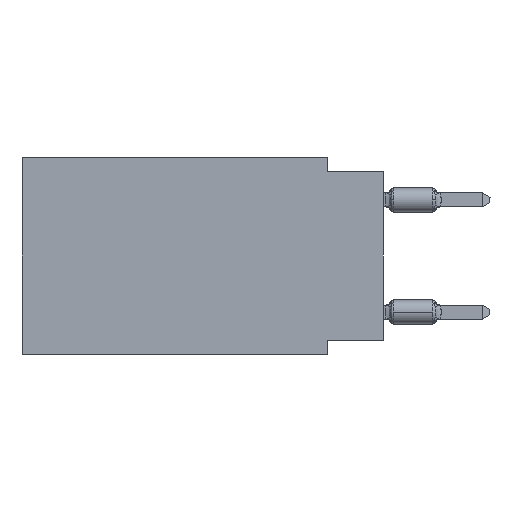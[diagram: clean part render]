
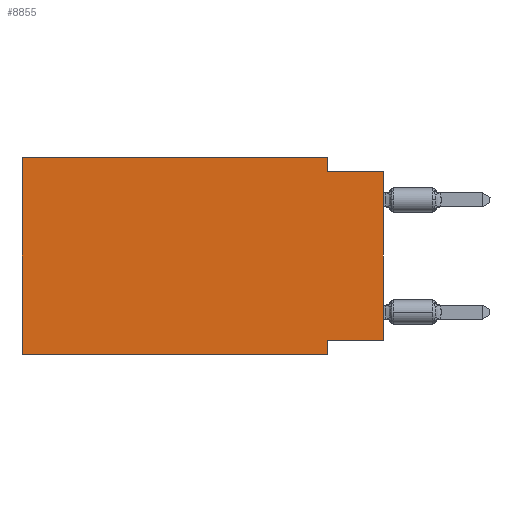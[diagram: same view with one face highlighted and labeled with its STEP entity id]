
A CAD part, left-side view. The second image highlights one B-rep face of the part: STEP entity #8855.
In plain terms, the highlighted planar face has unit normal (-1, 0, 0).
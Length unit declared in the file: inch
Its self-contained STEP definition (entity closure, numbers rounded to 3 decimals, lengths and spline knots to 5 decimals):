
#931 = ORIENTED_EDGE ( 'NONE', *, *, #19831, .F. ) ;
#1280 = ORIENTED_EDGE ( 'NONE', *, *, #15399, .F. ) ;
#4684 = DIRECTION ( 'NONE',  ( 0., -1., 0. ) ) ;
#4856 = PLANE ( 'NONE',  #26320 ) ;
#6445 = CARTESIAN_POINT ( 'NONE',  ( 0., 0.1, -0.35 ) ) ;
#7703 = VERTEX_POINT ( 'NONE', #49914 ) ;
#8276 = VECTOR ( 'NONE', #14012, 39.37008 ) ;
#8710 = LINE ( 'NONE', #50276, #42215 ) ;
#8855 = ADVANCED_FACE ( 'NONE', ( #31158 ), #4856, .F. ) ;
#9945 = CARTESIAN_POINT ( 'NONE',  ( 0., 0., -0.025 ) ) ;
#10602 = CARTESIAN_POINT ( 'NONE',  ( 0., 0.1, 0. ) ) ;
#11075 = VERTEX_POINT ( 'NONE', #11875 ) ;
#11875 = CARTESIAN_POINT ( 'NONE',  ( 0., 0.1, -0.325 ) ) ;
#12904 = CARTESIAN_POINT ( 'NONE',  ( 0., 0.645, 0. ) ) ;
#13123 = VECTOR ( 'NONE', #38044, 39.37008 ) ;
#14012 = DIRECTION ( 'NONE',  ( 0., -1., 0. ) ) ;
#14250 = VERTEX_POINT ( 'NONE', #56276 ) ;
#14462 = CARTESIAN_POINT ( 'NONE',  ( 0., 0., -0.325 ) ) ;
#15399 = EDGE_CURVE ( 'NONE', #53188, #11075, #31131, .T. ) ;
#15495 = CARTESIAN_POINT ( 'NONE',  ( 0., 0., 0. ) ) ;
#15914 = DIRECTION ( 'NONE',  ( 0., -1., 0. ) ) ;
#17730 = CARTESIAN_POINT ( 'NONE',  ( 0., 0.1, 0. ) ) ;
#19309 = VECTOR ( 'NONE', #38542, 39.37008 ) ;
#19403 = EDGE_CURVE ( 'NONE', #45098, #51667, #8710, .T. ) ;
#19823 = ORIENTED_EDGE ( 'NONE', *, *, #56908, .F. ) ;
#19831 = EDGE_CURVE ( 'NONE', #14250, #7703, #35897, .T. ) ;
#20179 = LINE ( 'NONE', #15495, #42312 ) ;
#20180 = EDGE_CURVE ( 'NONE', #53188, #7703, #20179, .T. ) ;
#20828 = ORIENTED_EDGE ( 'NONE', *, *, #41376, .F. ) ;
#24546 = VERTEX_POINT ( 'NONE', #32693 ) ;
#26320 = AXIS2_PLACEMENT_3D ( 'NONE', #55767, #45140, #65392 ) ;
#27703 = VECTOR ( 'NONE', #53496, 39.37008 ) ;
#28068 = LINE ( 'NONE', #17730, #13123 ) ;
#28255 = CARTESIAN_POINT ( 'NONE',  ( 0., 0., -0.325 ) ) ;
#28564 = LINE ( 'NONE', #12904, #19309 ) ;
#30067 = EDGE_CURVE ( 'NONE', #11075, #51667, #43188, .T. ) ;
#31131 = LINE ( 'NONE', #14462, #31156 ) ;
#31156 = VECTOR ( 'NONE', #55083, 39.37008 ) ;
#31158 = FACE_OUTER_BOUND ( 'NONE', #42468, .T. ) ;
#32565 = VERTEX_POINT ( 'NONE', #10602 ) ;
#32693 = CARTESIAN_POINT ( 'NONE',  ( 0., 0.645, 0. ) ) ;
#35200 = ORIENTED_EDGE ( 'NONE', *, *, #30067, .F. ) ;
#35492 = DIRECTION ( 'NONE',  ( 0., 0., 1. ) ) ;
#35897 = LINE ( 'NONE', #9945, #52844 ) ;
#38044 = DIRECTION ( 'NONE',  ( 0., 0., -1. ) ) ;
#38542 = DIRECTION ( 'NONE',  ( 0., 0., 1. ) ) ;
#39023 = CARTESIAN_POINT ( 'NONE',  ( 0., 0.645, -0.35 ) ) ;
#40227 = ORIENTED_EDGE ( 'NONE', *, *, #20180, .T. ) ;
#40712 = ORIENTED_EDGE ( 'NONE', *, *, #45014, .F. ) ;
#41376 = EDGE_CURVE ( 'NONE', #45098, #24546, #28564, .T. ) ;
#42215 = VECTOR ( 'NONE', #4684, 39.37008 ) ;
#42312 = VECTOR ( 'NONE', #35492, 39.37008 ) ;
#42468 = EDGE_LOOP ( 'NONE', ( #40227, #931, #40712, #19823, #20828, #57509, #35200, #1280 ) ) ;
#43188 = LINE ( 'NONE', #63445, #27703 ) ;
#45014 = EDGE_CURVE ( 'NONE', #32565, #14250, #28068, .T. ) ;
#45098 = VERTEX_POINT ( 'NONE', #39023 ) ;
#45140 = DIRECTION ( 'NONE',  ( 1., 0., 0. ) ) ;
#49617 = LINE ( 'NONE', #54307, #8276 ) ;
#49914 = CARTESIAN_POINT ( 'NONE',  ( 0., 0., -0.025 ) ) ;
#50276 = CARTESIAN_POINT ( 'NONE',  ( 0., 0.645, -0.35 ) ) ;
#51667 = VERTEX_POINT ( 'NONE', #6445 ) ;
#52844 = VECTOR ( 'NONE', #15914, 39.37008 ) ;
#53188 = VERTEX_POINT ( 'NONE', #28255 ) ;
#53496 = DIRECTION ( 'NONE',  ( 0., 0., -1. ) ) ;
#54307 = CARTESIAN_POINT ( 'NONE',  ( 0., 0.645, 0. ) ) ;
#55083 = DIRECTION ( 'NONE',  ( 0., 1., 0. ) ) ;
#55767 = CARTESIAN_POINT ( 'NONE',  ( 0., 0.645, 0. ) ) ;
#56276 = CARTESIAN_POINT ( 'NONE',  ( 0., 0.1, -0.025 ) ) ;
#56908 = EDGE_CURVE ( 'NONE', #24546, #32565, #49617, .T. ) ;
#57509 = ORIENTED_EDGE ( 'NONE', *, *, #19403, .T. ) ;
#63445 = CARTESIAN_POINT ( 'NONE',  ( 0., 0.1, -0.35 ) ) ;
#65392 = DIRECTION ( 'NONE',  ( 0., 0., -1. ) ) ;
